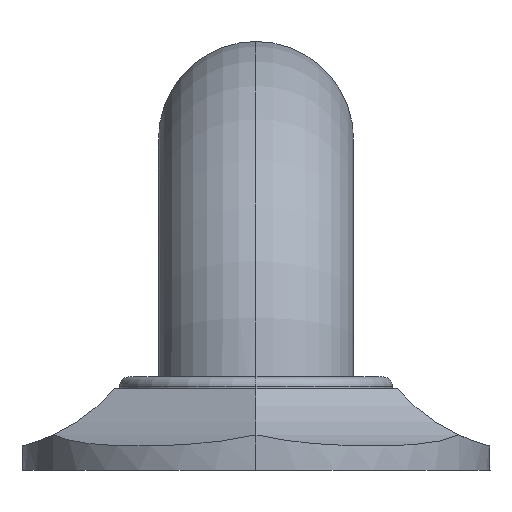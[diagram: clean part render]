
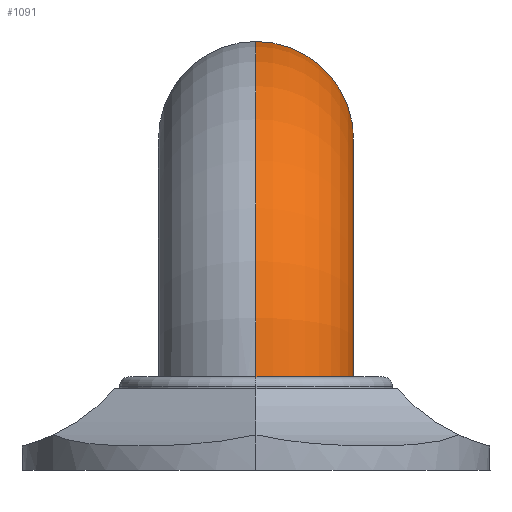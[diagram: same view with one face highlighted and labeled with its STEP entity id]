
A CAD part, left-side view. The second image highlights one B-rep face of the part: STEP entity #1091.
In plain terms, the highlighted toroidal (fillet/blend) face has major radius 41.275 mm and minor radius 15.875 mm.
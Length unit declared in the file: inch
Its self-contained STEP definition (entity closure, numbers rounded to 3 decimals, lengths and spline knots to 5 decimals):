
#362=CARTESIAN_POINT('',(-14.375,0.,2.125));
#363=DIRECTION('',(1.,0.,0.));
#364=DIRECTION('',(0.,0.,1.));
#365=AXIS2_PLACEMENT_3D('',#362,#363,#364);
#371=CARTESIAN_POINT('',(-14.375,0.,0.5));
#372=DIRECTION('',(0.,1.,0.));
#373=DIRECTION('',(-0.999,0.,0.044));
#374=AXIS2_PLACEMENT_3D('',#371,#372,#373);
#376=CARTESIAN_POINT('',(-15.36999,0.,0.6));
#412=CARTESIAN_POINT('',(-16.62278,0.,0.6));
#414=CARTESIAN_POINT('',(-16.62278,0.,0.6));
#415=CARTESIAN_POINT('',(-16.62278,-0.01928,0.6));
#416=CARTESIAN_POINT('',(-16.621,-0.05766,0.6));
#417=CARTESIAN_POINT('',(-16.61301,-0.11496,0.6));
#418=CARTESIAN_POINT('',(-16.59979,-0.17116,0.6));
#419=CARTESIAN_POINT('',(-16.58139,-0.22602,0.6));
#420=CARTESIAN_POINT('',(-16.55806,-0.27882,0.6));
#421=CARTESIAN_POINT('',(-16.52988,-0.3294,0.6));
#422=CARTESIAN_POINT('',(-16.49725,-0.37701,0.6));
#423=CARTESIAN_POINT('',(-16.46022,-0.42157,0.6));
#424=CARTESIAN_POINT('',(-16.41939,-0.46238,0.6));
#425=CARTESIAN_POINT('',(-16.37478,-0.4994,0.6));
#426=CARTESIAN_POINT('',(-16.32711,-0.53203,0.6));
#427=CARTESIAN_POINT('',(-16.27645,-0.56023,0.6));
#428=CARTESIAN_POINT('',(-16.22354,-0.58357,0.6));
#429=CARTESIAN_POINT('',(-16.16855,-0.60199,0.6));
#430=CARTESIAN_POINT('',(-16.11219,-0.61522,0.6));
#431=CARTESIAN_POINT('',(-16.05474,-0.62323,0.6));
#432=CARTESIAN_POINT('',(-15.99683,-0.62589,0.6));
#433=CARTESIAN_POINT('',(-15.93891,-0.62321,0.6));
#434=CARTESIAN_POINT('',(-15.88141,-0.61519,0.6));
#435=CARTESIAN_POINT('',(-15.82498,-0.60192,0.6));
#436=CARTESIAN_POINT('',(-15.76989,-0.58346,0.6));
#437=CARTESIAN_POINT('',(-15.71687,-0.56006,0.6));
#438=CARTESIAN_POINT('',(-15.66608,-0.53179,0.6));
#439=CARTESIAN_POINT('',(-15.61829,-0.49908,0.6));
#440=CARTESIAN_POINT('',(-15.57357,-0.46199,0.6));
#441=CARTESIAN_POINT('',(-15.53264,-0.4211,0.6));
#442=CARTESIAN_POINT('',(-15.49554,-0.37648,0.6));
#443=CARTESIAN_POINT('',(-15.46287,-0.32884,0.6));
#444=CARTESIAN_POINT('',(-15.43466,-0.27826,0.6));
#445=CARTESIAN_POINT('',(-15.41134,-0.22551,0.6));
#446=CARTESIAN_POINT('',(-15.39295,-0.17073,0.6));
#447=CARTESIAN_POINT('',(-15.37974,-0.11465,0.6));
#448=CARTESIAN_POINT('',(-15.37176,-0.0575,0.6));
#449=CARTESIAN_POINT('',(-15.36999,-0.01923,0.6));
#450=CARTESIAN_POINT('',(-15.36999,0.,0.6));
#716=CARTESIAN_POINT('',(-14.375,0.,0.5));
#717=DIRECTION('',(0.,1.,0.));
#718=DIRECTION('',(-0.995,0.,0.1));
#719=AXIS2_PLACEMENT_3D('',#716,#717,#718);
#798=CARTESIAN_POINT('',(-14.375,0.,1.5));
#799=CARTESIAN_POINT('',(-14.375,0.,2.75));
#800=VERTEX_POINT('',#798);
#801=VERTEX_POINT('',#799);
#808=VERTEX_POINT('',#376);
#809=VERTEX_POINT('',#412);
#1077=CARTESIAN_POINT('',(-14.375,0.,0.5));
#1078=DIRECTION('',(0.,1.,0.));
#1079=DIRECTION('',(1.,0.,0.));
#1080=AXIS2_PLACEMENT_3D('',#1077,#1078,#1079);
#1081=TOROIDAL_SURFACE('',#1080,1.625,0.625);
#1083=ORIENTED_EDGE('',*,*,#1082,.F.);
#1085=ORIENTED_EDGE('',*,*,#1084,.T.);
#1086=ORIENTED_EDGE('',*,*,#1067,.T.);
#1088=ORIENTED_EDGE('',*,*,#1087,.F.);
#1089=EDGE_LOOP('',(#1083,#1085,#1086,#1088));
#1090=FACE_OUTER_BOUND('',#1089,.F.);
#1091=ADVANCED_FACE('',(#1090),#1081,.T.);
#366=CIRCLE('',#365,0.625);
#375=CIRCLE('',#374,2.25);
#451=B_SPLINE_CURVE_WITH_KNOTS('',3,(#414,#415,#416,#417,#418,#419,#420,#421,
#422,#423,#424,#425,#426,#427,#428,#429,#430,#431,#432,#433,#434,#435,#436,#437,
#438,#439,#440,#441,#442,#443,#444,#445,#446,#447,#448,#449,#450),.UNSPECIFIED.,
.F.,.F.,(4,1,1,1,1,1,1,1,1,1,1,1,1,1,1,1,1,1,1,1,1,1,1,1,1,1,1,1,1,1,1,1,1,1,4),
(0.,0.02941,0.05882,0.08824,0.11765,
0.14706,0.17647,0.20588,0.23529,
0.26471,0.29412,0.32353,0.35294,
0.38235,0.41176,0.44118,0.47059,0.5,
0.52941,0.55882,0.58824,0.61765,
0.64706,0.67647,0.70588,0.73529,
0.76471,0.79412,0.82353,0.85294,
0.88235,0.91176,0.94118,0.97059,1.),
.UNSPECIFIED.);
#720=CIRCLE('',#719,1.);
#1067=EDGE_CURVE('',#801,#800,#366,.T.);
#1082=EDGE_CURVE('',#809,#808,#451,.T.);
#1084=EDGE_CURVE('',#809,#801,#375,.T.);
#1087=EDGE_CURVE('',#808,#800,#720,.T.);
